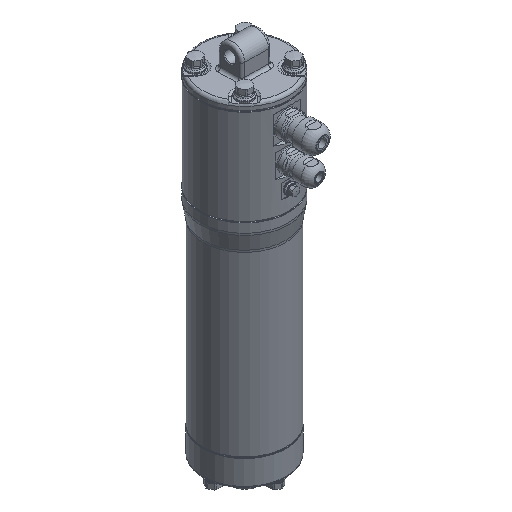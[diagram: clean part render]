
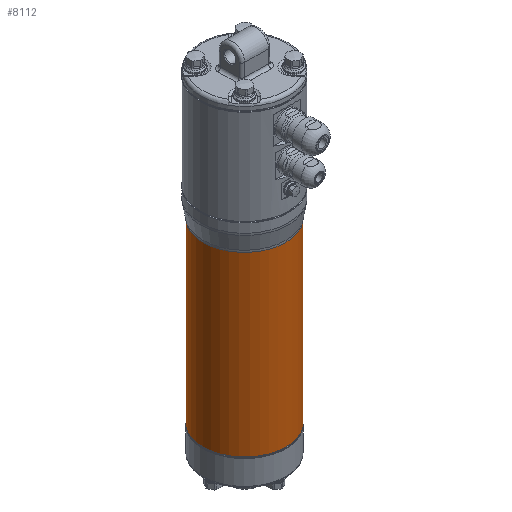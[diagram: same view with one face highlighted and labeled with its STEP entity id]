
A CAD part, isometric view. The second image highlights one B-rep face of the part: STEP entity #8112.
In plain terms, the highlighted cylindrical face has radius 44.5 mm (diameter 89 mm), a full revolution.
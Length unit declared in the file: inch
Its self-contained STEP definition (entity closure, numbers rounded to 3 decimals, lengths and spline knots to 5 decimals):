
#500 = EDGE_LOOP ( 'NONE', ( #5703 ) ) ;
#736 = FACE_OUTER_BOUND ( 'NONE', #4482, .T. ) ;
#1329 = DIRECTION ( 'NONE',  ( 1., 0., 0. ) ) ;
#1811 = CARTESIAN_POINT ( 'NONE',  ( 0., 0., -7.973 ) ) ;
#2631 = VERTEX_POINT ( 'NONE', #7888 ) ;
#2755 = DIRECTION ( 'NONE',  ( 0., 0., 1. ) ) ;
#3433 = CARTESIAN_POINT ( 'NONE',  ( 0., 0., -1.27953 ) ) ;
#4482 = EDGE_LOOP ( 'NONE', ( #10211 ) ) ;
#4876 = CYLINDRICAL_SURFACE ( 'NONE', #5993, 1.75197 ) ;
#5703 = ORIENTED_EDGE ( 'NONE', *, *, #6860, .T. ) ;
#5993 = AXIS2_PLACEMENT_3D ( 'NONE', #1811, #13225, #9041 ) ;
#6625 = CIRCLE ( 'NONE', #11167, 1.75197 ) ;
#6860 = EDGE_CURVE ( 'NONE', #2631, #2631, #6625, .T. ) ;
#7320 = CARTESIAN_POINT ( 'NONE',  ( 1.75197, 0., -1.27953 ) ) ;
#7377 = AXIS2_PLACEMENT_3D ( 'NONE', #3433, #10775, #1329 ) ;
#7888 = CARTESIAN_POINT ( 'NONE',  ( 1.75197, 0., -8.77286 ) ) ;
#8112 = ADVANCED_FACE ( 'NONE', ( #10046, #736 ), #4876, .T. ) ;
#9041 = DIRECTION ( 'NONE',  ( 1., 0., 0. ) ) ;
#10046 = FACE_OUTER_BOUND ( 'NONE', #500, .T. ) ;
#10211 = ORIENTED_EDGE ( 'NONE', *, *, #11206, .F. ) ;
#10775 = DIRECTION ( 'NONE',  ( 0., 0., 1. ) ) ;
#11052 = DIRECTION ( 'NONE',  ( 1., 0., 0. ) ) ;
#11167 = AXIS2_PLACEMENT_3D ( 'NONE', #13224, #2755, #11052 ) ;
#11206 = EDGE_CURVE ( 'NONE', #11739, #11739, #13235, .T. ) ;
#11739 = VERTEX_POINT ( 'NONE', #7320 ) ;
#13224 = CARTESIAN_POINT ( 'NONE',  ( 0., 0., -8.77286 ) ) ;
#13225 = DIRECTION ( 'NONE',  ( 0., 0., 1. ) ) ;
#13235 = CIRCLE ( 'NONE', #7377, 1.75197 ) ;
